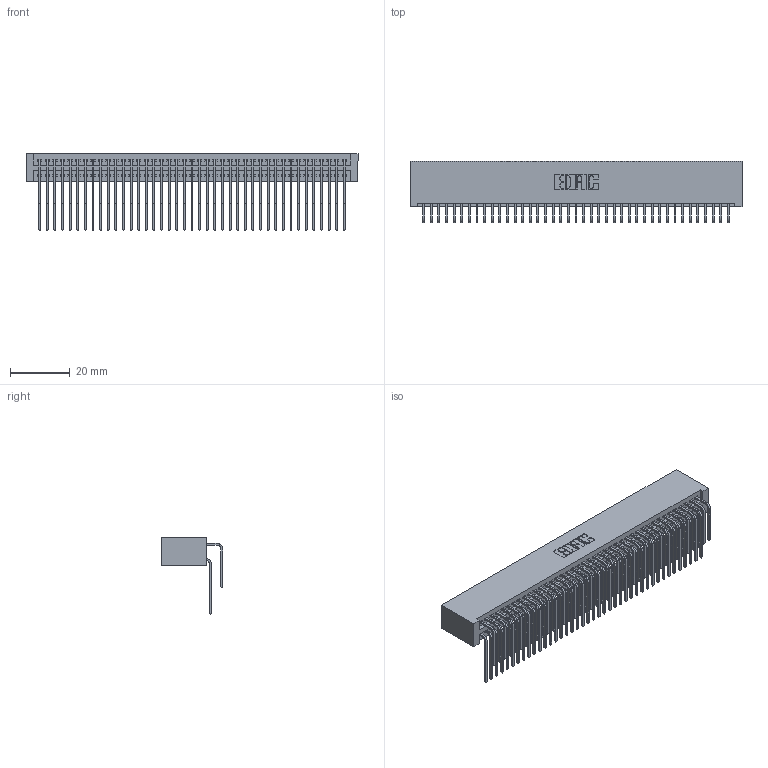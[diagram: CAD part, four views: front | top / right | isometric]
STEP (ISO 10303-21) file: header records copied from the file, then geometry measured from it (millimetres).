
FILE_DESCRIPTION (( 'STEP AP203' ), '1' );
FILE_NAME ('345-082-559-201.STEP', '2019-11-01T02:31:57', ( '' ), ( '' ), 'SwSTEP 2.0', 'SolidWorks 2016', '' );
FILE_SCHEMA (( 'CONFIG_CONTROL_DESIGN' ));
Length unit declared in the file: inch
Products named in the file (4): 345-292-001_559 Tail - 2; 345-082-559-201; 345-292-001_558 559 Tail - 1; 345 Part_No Mounting Lugs
Assembly tree (83 placements, depth 2):
  345-082-559-201
    345 Part_No Mounting Lugs
    345-292-001_558 559 Tail - 1  x41
    345-292-001_559 Tail - 2  x41
Bounding box: 110.74 x 20.56 x 25.53 mm (x, y, z)
Volume: 11837.4 mm3; surface area: 20006 mm2
Topology: 83 solids, 83 shells, 4382 faces, 13027 edges, 8574 vertices
Faces by surface type: plane 2946, cylinder 1436
Entity records: 33679 total; most frequent: CARTESIAN_POINT 5691, ORIENTED_EDGE 5574, DIRECTION 4987, EDGE_CURVE 2787, VECTOR 2459, LINE 2459, VERTEX_POINT 1854, AXIS2_PLACEMENT_3D 1264
